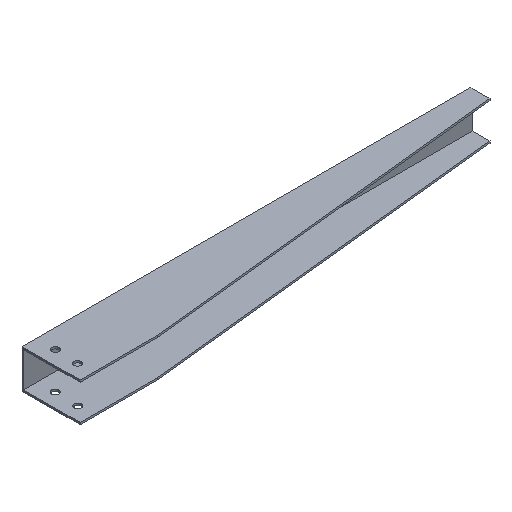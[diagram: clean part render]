
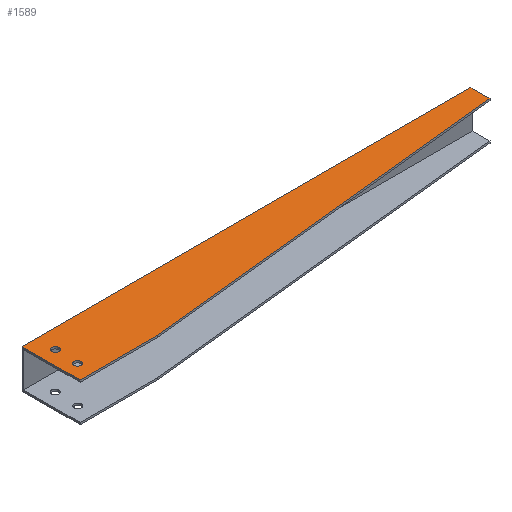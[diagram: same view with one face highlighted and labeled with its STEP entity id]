
A CAD part, isometric view. The second image highlights one B-rep face of the part: STEP entity #1589.
In plain terms, the highlighted planar face has unit normal (0, 0, 1).
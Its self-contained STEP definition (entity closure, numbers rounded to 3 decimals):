
#38 = EDGE_CURVE ( 'NONE', #2040, #2388, #3180, .T. ) ;
#42 = VERTEX_POINT ( 'NONE', #229 ) ;
#62 = CARTESIAN_POINT ( 'NONE',  ( 580., 0., 25. ) ) ;
#172 = EDGE_CURVE ( 'NONE', #42, #42, #2831, .T. ) ;
#186 = CARTESIAN_POINT ( 'NONE',  ( 580., -8.981, 25. ) ) ;
#221 = ORIENTED_EDGE ( 'NONE', *, *, #550, .T. ) ;
#229 = CARTESIAN_POINT ( 'NONE',  ( 21.453, -52.482, 25. ) ) ;
#262 = EDGE_LOOP ( 'NONE', ( #689 ) ) ;
#285 = VERTEX_POINT ( 'NONE', #908 ) ;
#289 = VECTOR ( 'NONE', #732, 1000. ) ;
#410 = EDGE_CURVE ( 'NONE', #2662, #659, #1507, .T. ) ;
#478 = ORIENTED_EDGE ( 'NONE', *, *, #1917, .T. ) ;
#484 = CARTESIAN_POINT ( 'NONE',  ( 566.554, -23.901, 25. ) ) ;
#489 = CARTESIAN_POINT ( 'NONE',  ( 0., -72.5, 25. ) ) ;
#546 = CARTESIAN_POINT ( 'NONE',  ( 22.5, -22.5, 25. ) ) ;
#550 = EDGE_CURVE ( 'NONE', #2372, #2040, #1098, .T. ) ;
#604 = ORIENTED_EDGE ( 'NONE', *, *, #1443, .T. ) ;
#659 = VERTEX_POINT ( 'NONE', #1578 ) ;
#662 = DIRECTION ( 'NONE',  ( 0., 0., 1. ) ) ;
#683 = CARTESIAN_POINT ( 'NONE',  ( 0., 0., 25. ) ) ;
#689 = ORIENTED_EDGE ( 'NONE', *, *, #172, .F. ) ;
#730 = DIRECTION ( 'NONE',  ( 0., 0., 1. ) ) ;
#732 = DIRECTION ( 'NONE',  ( 0., 1., 0. ) ) ;
#747 = CARTESIAN_POINT ( 'NONE',  ( 580., 2.5, 25. ) ) ;
#760 = DIRECTION ( 'NONE',  ( 0.995, 0.104, 0. ) ) ;
#816 = CARTESIAN_POINT ( 'NONE',  ( 565., -8.981, 25. ) ) ;
#908 = CARTESIAN_POINT ( 'NONE',  ( 100., -72.5, 25. ) ) ;
#993 = LINE ( 'NONE', #484, #1617 ) ;
#1021 = VECTOR ( 'NONE', #2687, 1000. ) ;
#1032 = LINE ( 'NONE', #1816, #1730 ) ;
#1080 = ORIENTED_EDGE ( 'NONE', *, *, #1729, .T. ) ;
#1098 = LINE ( 'NONE', #186, #289 ) ;
#1103 = DIRECTION ( 'NONE',  ( 0., 1., 0. ) ) ;
#1165 = AXIS2_PLACEMENT_3D ( 'NONE', #2231, #662, #2492 ) ;
#1231 = DIRECTION ( 'NONE',  ( 0., 1., 0. ) ) ;
#1257 = EDGE_LOOP ( 'NONE', ( #3015 ) ) ;
#1335 = DIRECTION ( 'NONE',  ( 0., -1., 0. ) ) ;
#1355 = LINE ( 'NONE', #2338, #2633 ) ;
#1443 = EDGE_CURVE ( 'NONE', #285, #2372, #993, .T. ) ;
#1466 = EDGE_LOOP ( 'NONE', ( #1080, #2527, #604, #221, #3106, #478, #2813 ) ) ;
#1507 = LINE ( 'NONE', #683, #2783 ) ;
#1578 = CARTESIAN_POINT ( 'NONE',  ( 0., 2.5, 25. ) ) ;
#1589 = ADVANCED_FACE ( 'NONE', ( #1818, #2418, #3023 ), #2892, .F. ) ;
#1617 = VECTOR ( 'NONE', #760, 1000. ) ;
#1729 = EDGE_CURVE ( 'NONE', #2662, #3360, #1355, .T. ) ;
#1730 = VECTOR ( 'NONE', #2837, 1000. ) ;
#1816 = CARTESIAN_POINT ( 'NONE',  ( 565., -72.5, 25. ) ) ;
#1818 = FACE_BOUND ( 'NONE', #262, .T. ) ;
#1917 = EDGE_CURVE ( 'NONE', #2388, #659, #2067, .T. ) ;
#1967 = CARTESIAN_POINT ( 'NONE',  ( 580., 0., 25. ) ) ;
#2040 = VERTEX_POINT ( 'NONE', #1967 ) ;
#2041 = CARTESIAN_POINT ( 'NONE',  ( 580., -22.5, 25. ) ) ;
#2067 = LINE ( 'NONE', #2443, #3373 ) ;
#2191 = EDGE_CURVE ( 'NONE', #3222, #3222, #2473, .T. ) ;
#2231 = CARTESIAN_POINT ( 'NONE',  ( 16.953, -52.482, 25. ) ) ;
#2296 = CARTESIAN_POINT ( 'NONE',  ( 18., -22.5, 25. ) ) ;
#2338 = CARTESIAN_POINT ( 'NONE',  ( 0., -8.981, 25. ) ) ;
#2372 = VERTEX_POINT ( 'NONE', #2041 ) ;
#2388 = VERTEX_POINT ( 'NONE', #747 ) ;
#2418 = FACE_BOUND ( 'NONE', #1257, .T. ) ;
#2443 = CARTESIAN_POINT ( 'NONE',  ( 580., 2.5, 25. ) ) ;
#2473 = CIRCLE ( 'NONE', #2482, 4.5 ) ;
#2482 = AXIS2_PLACEMENT_3D ( 'NONE', #2296, #730, #2557 ) ;
#2492 = DIRECTION ( 'NONE',  ( 1., 0., 0. ) ) ;
#2527 = ORIENTED_EDGE ( 'NONE', *, *, #3350, .T. ) ;
#2557 = DIRECTION ( 'NONE',  ( 1., 0., 0. ) ) ;
#2610 = AXIS2_PLACEMENT_3D ( 'NONE', #816, #2638, #1103 ) ;
#2633 = VECTOR ( 'NONE', #1335, 1000. ) ;
#2638 = DIRECTION ( 'NONE',  ( 0., 0., -1. ) ) ;
#2662 = VERTEX_POINT ( 'NONE', #3272 ) ;
#2687 = DIRECTION ( 'NONE',  ( 0., 1., 0. ) ) ;
#2689 = DIRECTION ( 'NONE',  ( -1., 0., 0. ) ) ;
#2783 = VECTOR ( 'NONE', #1231, 1000. ) ;
#2813 = ORIENTED_EDGE ( 'NONE', *, *, #410, .F. ) ;
#2831 = CIRCLE ( 'NONE', #1165, 4.5 ) ;
#2837 = DIRECTION ( 'NONE',  ( 1., 0., 0. ) ) ;
#2892 = PLANE ( 'NONE',  #2610 ) ;
#3015 = ORIENTED_EDGE ( 'NONE', *, *, #2191, .F. ) ;
#3023 = FACE_OUTER_BOUND ( 'NONE', #1466, .T. ) ;
#3106 = ORIENTED_EDGE ( 'NONE', *, *, #38, .T. ) ;
#3180 = LINE ( 'NONE', #62, #1021 ) ;
#3222 = VERTEX_POINT ( 'NONE', #546 ) ;
#3272 = CARTESIAN_POINT ( 'NONE',  ( 0., 0., 25. ) ) ;
#3350 = EDGE_CURVE ( 'NONE', #3360, #285, #1032, .T. ) ;
#3360 = VERTEX_POINT ( 'NONE', #489 ) ;
#3373 = VECTOR ( 'NONE', #2689, 1000. ) ;
